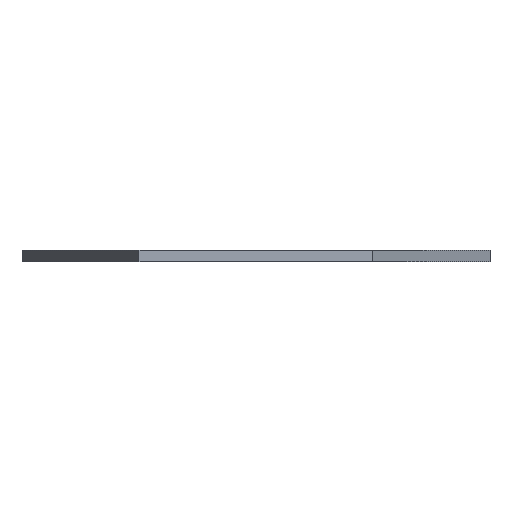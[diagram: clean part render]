
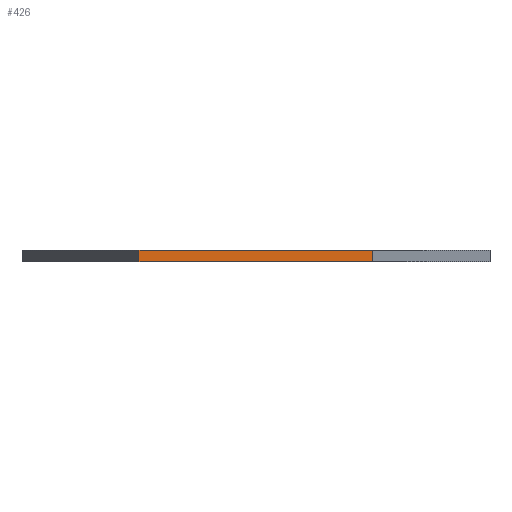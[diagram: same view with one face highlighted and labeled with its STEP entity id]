
A CAD part, left-side view. The second image highlights one B-rep face of the part: STEP entity #426.
In plain terms, the highlighted planar face has unit normal (-1, 0, 0).
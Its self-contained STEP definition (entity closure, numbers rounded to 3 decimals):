
#12 = EDGE_CURVE ( 'NONE', #1355, #766, #365, .T. ) ;
#87 = CARTESIAN_POINT ( 'NONE',  ( -60., -20., 0. ) ) ;
#140 = EDGE_CURVE ( 'NONE', #914, #733, #617, .T. ) ;
#159 = EDGE_CURVE ( 'NONE', #733, #766, #1361, .T. ) ;
#186 = ORIENTED_EDGE ( 'NONE', *, *, #140, .T. ) ;
#214 = ORIENTED_EDGE ( 'NONE', *, *, #159, .T. ) ;
#220 = PLANE ( 'NONE',  #905 ) ;
#365 = LINE ( 'NONE', #828, #1387 ) ;
#426 = ADVANCED_FACE ( 'NONE', ( #578 ), #220, .F. ) ;
#508 = DIRECTION ( 'NONE',  ( 0., -1., 0. ) ) ;
#578 = FACE_OUTER_BOUND ( 'NONE', #933, .T. ) ;
#608 = VECTOR ( 'NONE', #1434, 1000. ) ;
#617 = LINE ( 'NONE', #954, #608 ) ;
#672 = CARTESIAN_POINT ( 'NONE',  ( -60., 20., 0. ) ) ;
#673 = CARTESIAN_POINT ( 'NONE',  ( -60., -20., 2. ) ) ;
#733 = VERTEX_POINT ( 'NONE', #672 ) ;
#766 = VERTEX_POINT ( 'NONE', #1051 ) ;
#828 = CARTESIAN_POINT ( 'NONE',  ( -60., -20., 2. ) ) ;
#838 = LINE ( 'NONE', #1309, #1493 ) ;
#905 = AXIS2_PLACEMENT_3D ( 'NONE', #1393, #1272, #1040 ) ;
#914 = VERTEX_POINT ( 'NONE', #1092 ) ;
#933 = EDGE_LOOP ( 'NONE', ( #214, #1231, #945, #186 ) ) ;
#945 = ORIENTED_EDGE ( 'NONE', *, *, #1499, .F. ) ;
#954 = CARTESIAN_POINT ( 'NONE',  ( -60., 20., 2. ) ) ;
#1040 = DIRECTION ( 'NONE',  ( 0., 0., -1. ) ) ;
#1051 = CARTESIAN_POINT ( 'NONE',  ( -60., -20., 0. ) ) ;
#1092 = CARTESIAN_POINT ( 'NONE',  ( -60., 20., 2. ) ) ;
#1155 = VECTOR ( 'NONE', #1351, 1000. ) ;
#1231 = ORIENTED_EDGE ( 'NONE', *, *, #12, .F. ) ;
#1272 = DIRECTION ( 'NONE',  ( 1., 0., 0. ) ) ;
#1309 = CARTESIAN_POINT ( 'NONE',  ( -60., -20., 2. ) ) ;
#1351 = DIRECTION ( 'NONE',  ( 0., -1., 0. ) ) ;
#1355 = VERTEX_POINT ( 'NONE', #673 ) ;
#1361 = LINE ( 'NONE', #87, #1155 ) ;
#1387 = VECTOR ( 'NONE', #1402, 1000. ) ;
#1393 = CARTESIAN_POINT ( 'NONE',  ( -60., -20., 2. ) ) ;
#1402 = DIRECTION ( 'NONE',  ( 0., 0., -1. ) ) ;
#1434 = DIRECTION ( 'NONE',  ( 0., 0., -1. ) ) ;
#1493 = VECTOR ( 'NONE', #508, 1000. ) ;
#1499 = EDGE_CURVE ( 'NONE', #914, #1355, #838, .T. ) ;
